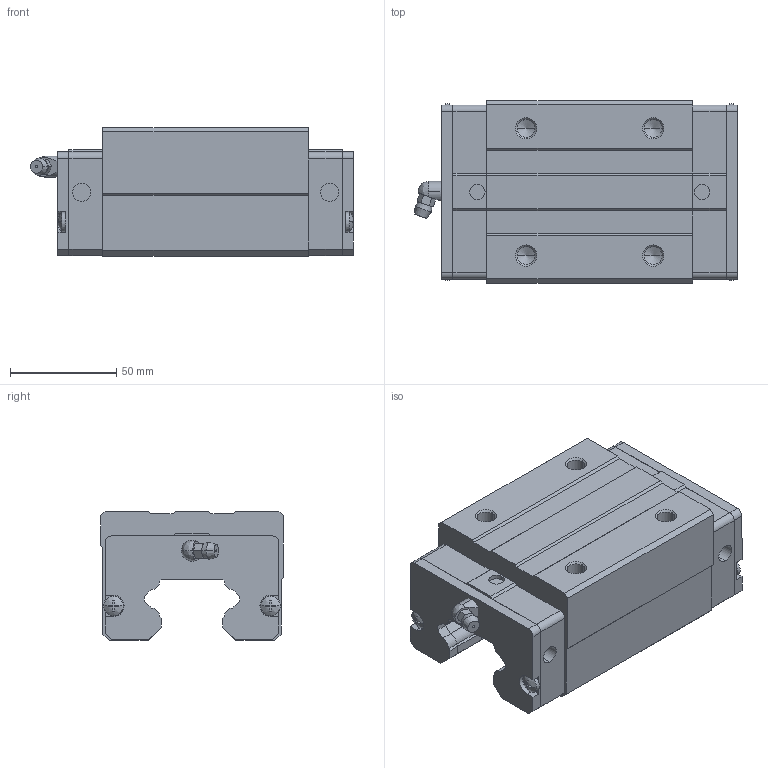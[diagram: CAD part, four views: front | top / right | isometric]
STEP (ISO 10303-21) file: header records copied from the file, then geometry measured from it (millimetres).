
FILE_DESCRIPTION (( 'STEP AP214' ), '1' );
FILE_NAME ('HGH45.STEP', '2025-10-21T06:55:05', ( '' ), ( '' ), 'SwSTEP 2.0', 'SolidWorks 2024', '' );
FILE_SCHEMA (( 'AUTOMOTIVE_DESIGN' ));
Length unit declared in the file: millimetre
Products named in the file (1): HGH45
Bounding box: 152.3 x 86 x 60.8 mm (x, y, z)
Volume: 519386.9 mm3; surface area: 86508.6 mm2
Topology: 10 solids, 10 shells, 656 faces, 1746 edges, 1141 vertices
Faces by surface type: plane 408, bspline 116, cylinder 66, cone 66
Entity records: 26162 total; most frequent: CARTESIAN_POINT 10592, ORIENTED_EDGE 3472, DIRECTION 2707, EDGE_CURVE 1736, LINE 1177, VECTOR 1177, VERTEX_POINT 1141, AXIS2_PLACEMENT_3D 765
